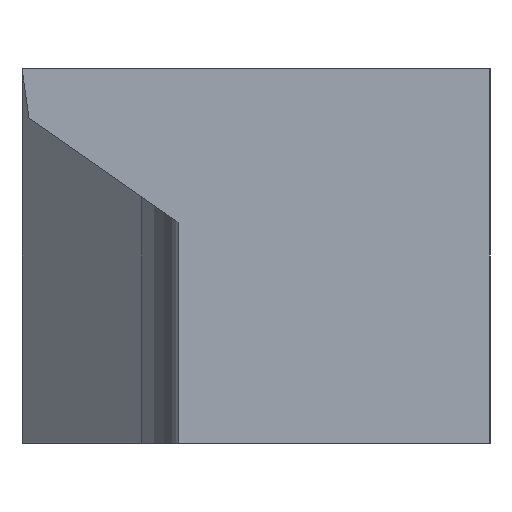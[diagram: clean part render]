
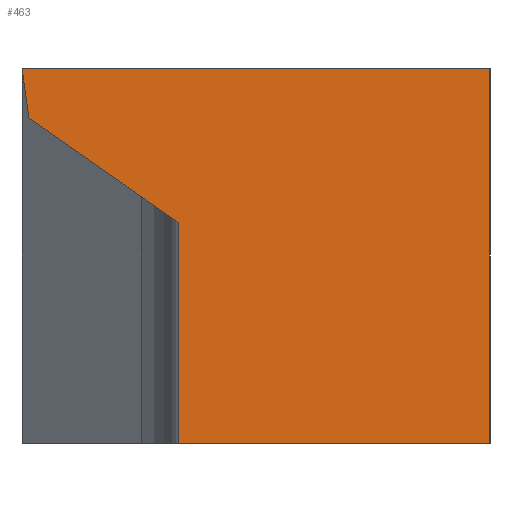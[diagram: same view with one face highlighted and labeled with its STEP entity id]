
A CAD part, left-side view. The second image highlights one B-rep face of the part: STEP entity #463.
In plain terms, the highlighted planar face has unit normal (-1, 0, 0).
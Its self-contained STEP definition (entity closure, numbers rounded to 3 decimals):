
#1 = LINE ( 'NONE', #40, #422 ) ;
#6 = EDGE_CURVE ( 'NONE', #376, #486, #263, .T. ) ;
#9 = LINE ( 'NONE', #13, #315 ) ;
#13 = CARTESIAN_POINT ( 'NONE',  ( 0., -0.22, -1.565 ) ) ;
#32 = CARTESIAN_POINT ( 'NONE',  ( 0., -5., -4.912 ) ) ;
#40 = CARTESIAN_POINT ( 'NONE',  ( 0., -15., -12. ) ) ;
#44 = FACE_OUTER_BOUND ( 'NONE', #470, .T. ) ;
#48 = VERTEX_POINT ( 'NONE', #381 ) ;
#53 = ORIENTED_EDGE ( 'NONE', *, *, #448, .F. ) ;
#65 = DIRECTION ( 'NONE',  ( 0., -1., 0. ) ) ;
#95 = CARTESIAN_POINT ( 'NONE',  ( 0., -15., -12. ) ) ;
#106 = DIRECTION ( 'NONE',  ( 0., 1., 0. ) ) ;
#110 = CARTESIAN_POINT ( 'NONE',  ( 0., -25., -12. ) ) ;
#119 = ORIENTED_EDGE ( 'NONE', *, *, #343, .F. ) ;
#122 = VECTOR ( 'NONE', #106, 1000. ) ;
#144 = VECTOR ( 'NONE', #65, 1000. ) ;
#180 = ORIENTED_EDGE ( 'NONE', *, *, #285, .F. ) ;
#191 = VECTOR ( 'NONE', #216, 1000. ) ;
#200 = VERTEX_POINT ( 'NONE', #95 ) ;
#210 = VERTEX_POINT ( 'NONE', #497 ) ;
#211 = DIRECTION ( 'NONE',  ( 0., 0.819, 0.574 ) ) ;
#216 = DIRECTION ( 'NONE',  ( 0., 0., 1. ) ) ;
#217 = CARTESIAN_POINT ( 'NONE',  ( 0., -5., -12. ) ) ;
#238 = LINE ( 'NONE', #110, #122 ) ;
#248 = CARTESIAN_POINT ( 'NONE',  ( 0., -8.446, 0. ) ) ;
#262 = EDGE_CURVE ( 'NONE', #200, #48, #1, .T. ) ;
#263 = LINE ( 'NONE', #217, #191 ) ;
#273 = CARTESIAN_POINT ( 'NONE',  ( 0., 0., 0. ) ) ;
#278 = ORIENTED_EDGE ( 'NONE', *, *, #6, .F. ) ;
#285 = EDGE_CURVE ( 'NONE', #396, #48, #429, .T. ) ;
#287 = CARTESIAN_POINT ( 'NONE',  ( 0., -5., -12. ) ) ;
#302 = DIRECTION ( 'NONE',  ( 1., 0., 0. ) ) ;
#315 = VECTOR ( 'NONE', #211, 1000. ) ;
#336 = ORIENTED_EDGE ( 'NONE', *, *, #262, .T. ) ;
#343 = EDGE_CURVE ( 'NONE', #486, #210, #9, .T. ) ;
#354 = LINE ( 'NONE', #357, #358 ) ;
#357 = CARTESIAN_POINT ( 'NONE',  ( 0., 0., 0. ) ) ;
#358 = VECTOR ( 'NONE', #481, 1000. ) ;
#359 = ORIENTED_EDGE ( 'NONE', *, *, #471, .F. ) ;
#376 = VERTEX_POINT ( 'NONE', #287 ) ;
#379 = AXIS2_PLACEMENT_3D ( 'NONE', #404, #302, #410 ) ;
#381 = CARTESIAN_POINT ( 'NONE',  ( 0., -15., 0. ) ) ;
#396 = VERTEX_POINT ( 'NONE', #273 ) ;
#398 = PLANE ( 'NONE',  #379 ) ;
#404 = CARTESIAN_POINT ( 'NONE',  ( 0., -7.5, -3. ) ) ;
#410 = DIRECTION ( 'NONE',  ( 0., 1., 0. ) ) ;
#422 = VECTOR ( 'NONE', #476, 1000. ) ;
#429 = LINE ( 'NONE', #248, #144 ) ;
#448 = EDGE_CURVE ( 'NONE', #210, #396, #354, .T. ) ;
#463 = ADVANCED_FACE ( 'NONE', ( #44 ), #398, .F. ) ;
#470 = EDGE_LOOP ( 'NONE', ( #180, #53, #119, #278, #359, #336 ) ) ;
#471 = EDGE_CURVE ( 'NONE', #200, #376, #238, .T. ) ;
#476 = DIRECTION ( 'NONE',  ( 0., 0., 1. ) ) ;
#481 = DIRECTION ( 'NONE',  ( 0., 0.139, 0.99 ) ) ;
#486 = VERTEX_POINT ( 'NONE', #32 ) ;
#497 = CARTESIAN_POINT ( 'NONE',  ( 0., -0.22, -1.565 ) ) ;
